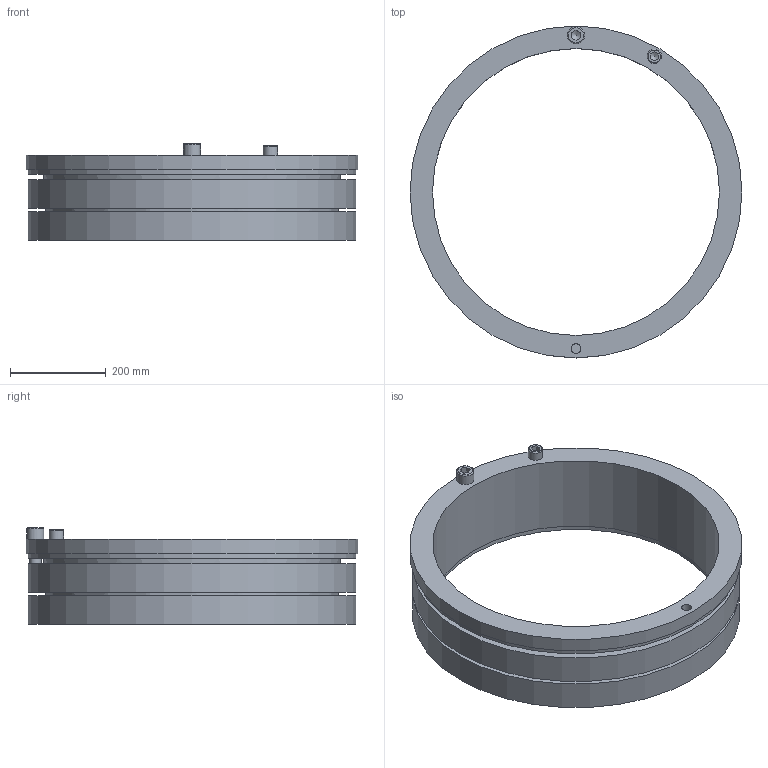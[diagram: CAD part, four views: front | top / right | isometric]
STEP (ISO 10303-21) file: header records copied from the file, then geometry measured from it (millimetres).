
FILE_DESCRIPTION(/* description */ (''),/* implementation_level */ '2;1');
FILE_NAME(/* name */ 'BIKON 2006-600-685.stp',/* time_stamp */ '2017-03-02T09:39:13+01:00',/* author */ ('kr'),/* organization */ (''),/* preprocessor_version */ 'ST-DEVELOPER v16.5',/* originating_system */ 'Autodesk Inventor 2017',/* authorisation */ '');
FILE_SCHEMA (('AUTOMOTIVE_DESIGN { 1 0 10303 214 3 1 1 }'));
Length unit declared in the file: millimetre
Products named in the file (6): BIKON 2006-600-685; Volumenkörper1_66; Volumenkörper2_65; Volumenkörper3_65; DIN 912 - M24 x 80; DIN 912 - M20 x 140
Assembly tree (5 placements, depth 2):
  BIKON 2006-600-685
    Volumenkörper1_66
    Volumenkörper2_65
    Volumenkörper3_65
    DIN 912 - M24 x 80
    DIN 912 - M20 x 140
Bounding box: 694 x 694 x 202 mm (x, y, z)
Volume: 14247068.8 mm3; surface area: 1649127.1 mm2
Topology: 5 solids, 5 shells, 52 faces, 113 edges, 75 vertices
Faces by surface type: plane 26, cylinder 15, cone 7, torus 4
Full cylindrical faces by diameter (mm): 17.294 x1, 20 x1, 20.752 x2, 22 x2, 24 x1, 26 x1, 30 x1, 36 x1, 600 x1, 685 x3, 694 x1
Entity records: 1420 total; most frequent: DIRECTION 234, CARTESIAN_POINT 231, ORIENTED_EDGE 156, AXIS2_PLACEMENT_3D 105, EDGE_LOOP 100, EDGE_CURVE 78, VERTEX_POINT 66, FACE_OUTER_BOUND 52
